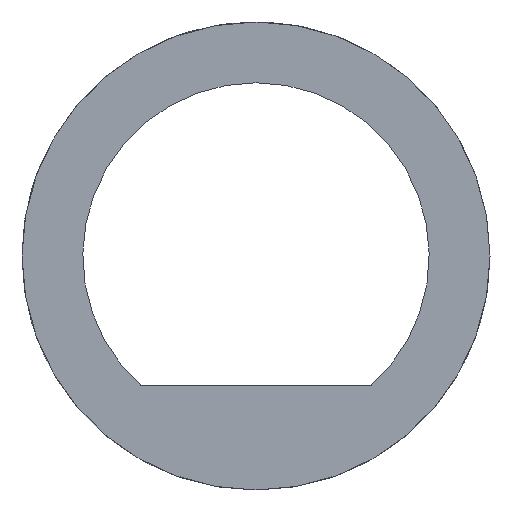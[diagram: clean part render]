
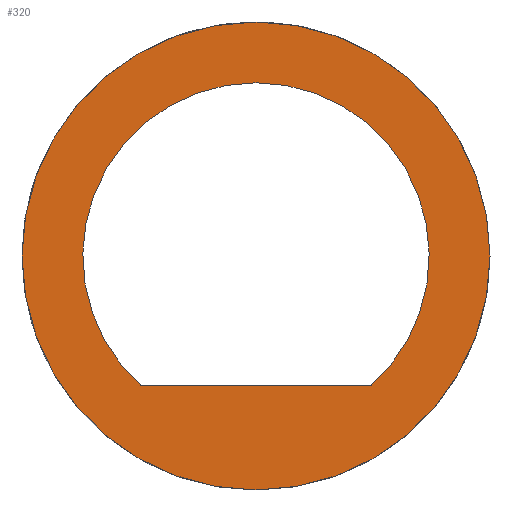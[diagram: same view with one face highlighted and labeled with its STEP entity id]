
A CAD part, front view. The second image highlights one B-rep face of the part: STEP entity #320.
In plain terms, the highlighted planar face has unit normal (0, -1, 0).
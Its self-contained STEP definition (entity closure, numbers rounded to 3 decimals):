
#15=FACE_BOUND('',#73,.T.);
#38=PLANE('',#366);
#55=FACE_OUTER_BOUND('',#72,.T.);
#72=EDGE_LOOP('',(#297));
#73=EDGE_LOOP('',(#298,#299));
#90=LINE('',#545,#108);
#108=VECTOR('',#413,10.);
#115=CIRCLE('',#337,16.5);
#129=CIRCLE('',#365,12.212);
#130=VERTEX_POINT('',#454);
#153=VERTEX_POINT('',#540);
#154=VERTEX_POINT('',#544);
#161=EDGE_CURVE('',#130,#130,#115,.T.);
#190=EDGE_CURVE('',#153,#154,#90,.T.);
#207=EDGE_CURVE('',#153,#154,#129,.F.);
#297=ORIENTED_EDGE('',*,*,#161,.F.);
#298=ORIENTED_EDGE('',*,*,#190,.F.);
#299=ORIENTED_EDGE('',*,*,#207,.T.);
#320=ADVANCED_FACE('',(#55,#15),#38,.T.);
#337=AXIS2_PLACEMENT_3D('',#455,#372,#373);
#365=AXIS2_PLACEMENT_3D('',#589,#446,#447);
#366=AXIS2_PLACEMENT_3D('',#590,#448,#449);
#372=DIRECTION('center_axis',(0.,1.,0.));
#373=DIRECTION('ref_axis',(0.838,0.,-0.545));
#413=DIRECTION('',(1.,0.,0.));
#446=DIRECTION('center_axis',(0.,-1.,0.));
#447=DIRECTION('ref_axis',(0.,0.,1.));
#448=DIRECTION('center_axis',(0.,-1.,0.));
#449=DIRECTION('ref_axis',(0.,0.,-1.));
#454=CARTESIAN_POINT('',(16.5,37.5,5.));
#455=CARTESIAN_POINT('Origin',(0.,37.5,5.));
#540=CARTESIAN_POINT('',(-8.088,37.5,-4.15));
#544=CARTESIAN_POINT('',(8.088,37.5,-4.15));
#545=CARTESIAN_POINT('',(6.915,37.5,-4.15));
#589=CARTESIAN_POINT('Origin',(0.,37.5,5.));
#590=CARTESIAN_POINT('Origin',(0.,37.5,5.));
